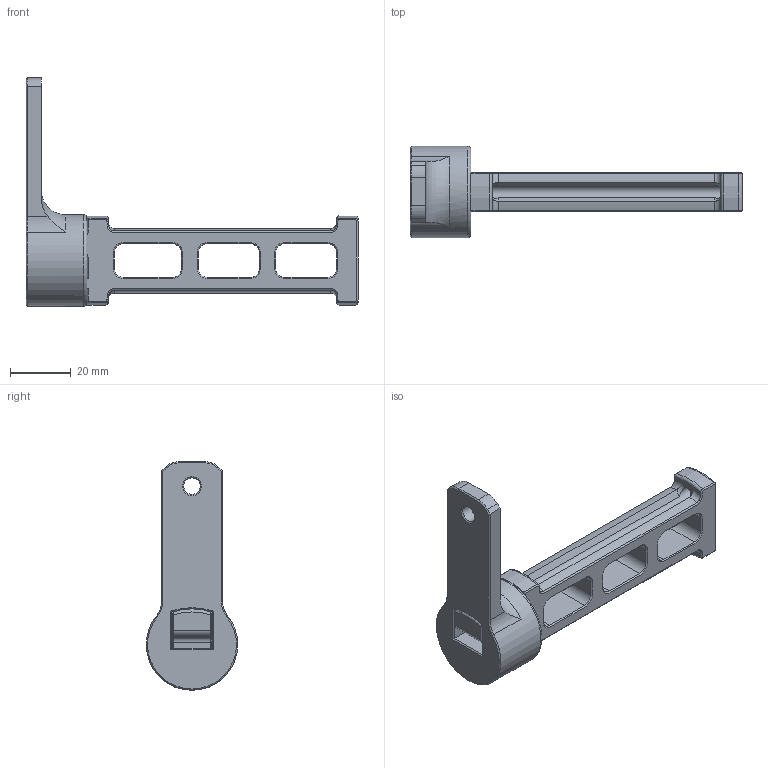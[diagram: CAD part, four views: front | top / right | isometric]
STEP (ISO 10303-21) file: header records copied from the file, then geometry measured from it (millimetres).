
FILE_DESCRIPTION(/* description */ (''),/* implementation_level */ '2;1');
FILE_NAME(/* name */ 'spool_holder_side.step',/* time_stamp */ '2022-08-01T17:50:50-07:00',/* author */ (''),/* organization */ (''),/* preprocessor_version */ 'ST-DEVELOPER v19',/* originating_system */ 'Autodesk Translation Framework v11.7.0.108',/* authorisation */ '');
FILE_SCHEMA (('AUTOMOTIVE_DESIGN { 1 0 10303 214 3 1 1 }'));
Length unit declared in the file: millimetre
Products named in the file (1): Spool Holder - Side
Bounding box: 109 x 30 x 75 mm (x, y, z)
Volume: 32981.7 mm3; surface area: 15312.9 mm2
Topology: 2 solids, 2 shells, 284 faces, 695 edges, 417 vertices
Faces by surface type: plane 128, bspline 52, cone 45, cylinder 41, torus 18
Full cylindrical faces by diameter (mm): 4.2 x1, 5.4 x1, 30 x1
Entity records: 10418 total; most frequent: CARTESIAN_POINT 4013, ORIENTED_EDGE 1390, DIRECTION 1192, EDGE_CURVE 695, LINE 420, VECTOR 420, VERTEX_POINT 417, AXIS2_PLACEMENT_3D 386
